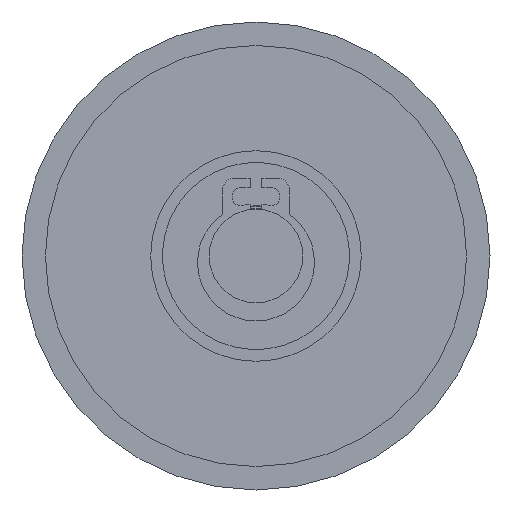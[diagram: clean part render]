
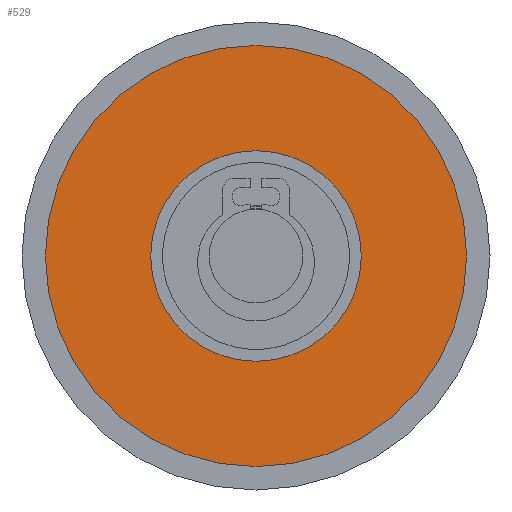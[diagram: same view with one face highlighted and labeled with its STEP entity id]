
A CAD part, front view. The second image highlights one B-rep face of the part: STEP entity #529.
In plain terms, the highlighted face is planar.
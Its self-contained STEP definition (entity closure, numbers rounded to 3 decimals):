
#472 = EDGE_CURVE ( 'NONE', #473, #474, #1850, .T. ) ;
#473 = VERTEX_POINT ( 'NONE', #1846 ) ;
#474 = VERTEX_POINT ( 'NONE', #1845 ) ;
#510 = ORIENTED_EDGE ( 'NONE', *, *, #538, .T. ) ;
#525 = EDGE_CURVE ( 'NONE', #540, #539, #1953, .T. ) ;
#529 = ADVANCED_FACE ( 'NONE', ( #1944, #1943 ), #1940, .F. ) ;
#530 = EDGE_LOOP ( 'NONE', ( #582, #583 ) ) ;
#538 = EDGE_CURVE ( 'NONE', #539, #540, #2076, .T. ) ;
#539 = VERTEX_POINT ( 'NONE', #2067 ) ;
#540 = VERTEX_POINT ( 'NONE', #2066 ) ;
#582 = ORIENTED_EDGE ( 'NONE', *, *, #472, .F. ) ;
#583 = ORIENTED_EDGE ( 'NONE', *, *, #584, .F. ) ;
#584 = EDGE_CURVE ( 'NONE', #474, #473, #2131, .T. ) ;
#585 = EDGE_LOOP ( 'NONE', ( #586, #510 ) ) ;
#586 = ORIENTED_EDGE ( 'NONE', *, *, #525, .T. ) ;
#1450 = DIRECTION ( 'NONE',  ( 0., 0., -1. ) ) ;
#1680 = DIRECTION ( 'NONE',  ( -1., 0., 0. ) ) ;
#1845 = CARTESIAN_POINT ( 'NONE',  ( 18., 0., 0. ) ) ;
#1846 = CARTESIAN_POINT ( 'NONE',  ( -18., 0., 0. ) ) ;
#1847 = DIRECTION ( 'NONE',  ( -1., 0., 0. ) ) ;
#1848 = DIRECTION ( 'NONE',  ( 0., 0., -1. ) ) ;
#1849 = AXIS2_PLACEMENT_3D ( 'NONE', #1856, #1848, #1847 ) ;
#1850 = CIRCLE ( 'NONE', #1849, 18. ) ;
#1856 = CARTESIAN_POINT ( 'NONE',  ( 0., 0., 0. ) ) ;
#1938 = CARTESIAN_POINT ( 'NONE',  ( 9., 0., 0. ) ) ;
#1939 = AXIS2_PLACEMENT_3D ( 'NONE', #1938, #1450, #1680 ) ;
#1940 = PLANE ( 'NONE',  #1939 ) ;
#1943 = FACE_BOUND ( 'NONE', #585, .T. ) ;
#1944 = FACE_OUTER_BOUND ( 'NONE', #530, .T. ) ;
#1950 = DIRECTION ( 'NONE',  ( -1., 0., 0. ) ) ;
#1951 = DIRECTION ( 'NONE',  ( 0., 0., -1. ) ) ;
#1952 = AXIS2_PLACEMENT_3D ( 'NONE', #1958, #1951, #1950 ) ;
#1953 = CIRCLE ( 'NONE', #1952, 9. ) ;
#1958 = CARTESIAN_POINT ( 'NONE',  ( 0., 0., 0. ) ) ;
#2066 = CARTESIAN_POINT ( 'NONE',  ( -9., 0., 0. ) ) ;
#2067 = CARTESIAN_POINT ( 'NONE',  ( 9., 0., 0. ) ) ;
#2068 = DIRECTION ( 'NONE',  ( -1., 0., 0. ) ) ;
#2069 = DIRECTION ( 'NONE',  ( 0., 0., -1. ) ) ;
#2070 = CARTESIAN_POINT ( 'NONE',  ( 0., 0., 0. ) ) ;
#2071 = AXIS2_PLACEMENT_3D ( 'NONE', #2070, #2069, #2068 ) ;
#2076 = CIRCLE ( 'NONE', #2071, 9. ) ;
#2123 = DIRECTION ( 'NONE',  ( -1., 0., 0. ) ) ;
#2124 = DIRECTION ( 'NONE',  ( 0., 0., -1. ) ) ;
#2125 = CARTESIAN_POINT ( 'NONE',  ( 0., 0., 0. ) ) ;
#2126 = AXIS2_PLACEMENT_3D ( 'NONE', #2125, #2124, #2123 ) ;
#2131 = CIRCLE ( 'NONE', #2126, 18. ) ;
